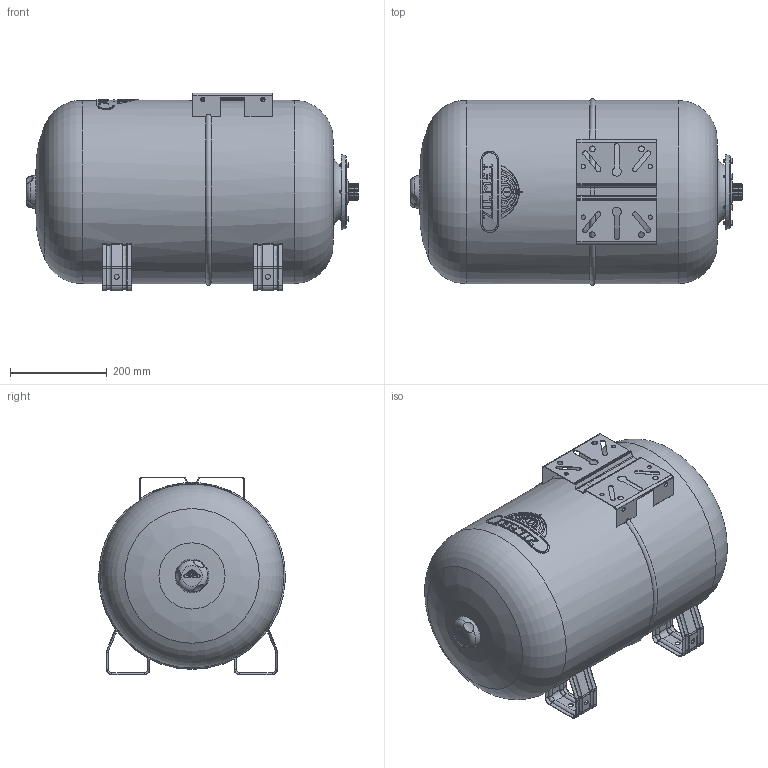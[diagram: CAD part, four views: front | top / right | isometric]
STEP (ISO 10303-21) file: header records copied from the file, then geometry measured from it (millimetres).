
FILE_DESCRIPTION(/* description */ (''),/* implementation_level */ '2;1');
FILE_NAME(/* name */ '04_ULTRA-PRO 60L Н 10bar_1100006005.stp',/* time_stamp */ '2019-09-03T14:37:49+03:00',/* author */ ('shkarinov'),/* organization */ (''),/* preprocessor_version */ 'ST-DEVELOPER v16.5',/* originating_system */ 'Autodesk Inventor 2017',/* authorisation */ '');
FILE_SCHEMA (('AUTOMOTIVE_DESIGN { 1 0 10303 214 3 1 1 }'));
Length unit declared in the file: millimetre
Products named in the file (1): 04_ULTRA-PRO 60L Н 10bar_1100006005
Bounding box: 688 x 386.83 x 410 mm (x, y, z)
Volume: 66302706.4 mm3; surface area: 1137327.7 mm2
Topology: 1 solids, 3 shells, 903 faces, 2225 edges, 1368 vertices
Faces by surface type: plane 441, cylinder 238, cone 112, bspline 66, torus 43, sphere 3
Full cylindrical faces by diameter (mm): 6 x6, 9 x8, 10 x8, 12 x4, 30.25 x2, 107.757 x1, 145.241 x1, 380 x2
Entity records: 29683 total; most frequent: CARTESIAN_POINT 8497, DIRECTION 4340, ORIENTED_EDGE 4232, EDGE_CURVE 2114, AXIS2_PLACEMENT_3D 1556, VERTEX_POINT 1347, LINE 1228, VECTOR 1228
